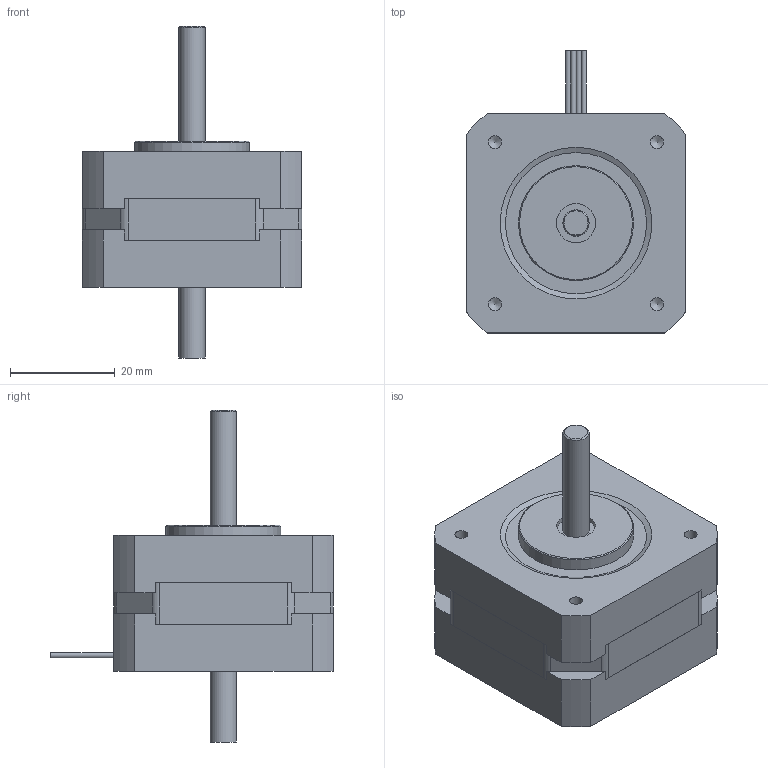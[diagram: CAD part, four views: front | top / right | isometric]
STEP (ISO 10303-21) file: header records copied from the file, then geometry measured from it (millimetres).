
FILE_DESCRIPTION((''),'2;1');
FILE_NAME('ST4118X1404-B.stp','2015-05-21T13:34:07',('schneid_a'),(''),'Autodesk Inventor 2010','Autodesk Inventor 2010','');
FILE_SCHEMA(('AUTOMOTIVE_DESIGN { 1 0 10303 214 1 1 1 1 }'));
Length unit declared in the file: millimetre
Products named in the file (1): ST4118X..._B
Bounding box: 42 x 54 x 63.5 mm (x, y, z)
Surface area: 9294.5 mm2 (no closed solid volume)
Topology: 0 solids, 11 shells, 162 faces, 566 edges, 385 vertices
Faces by surface type: plane 87, cone 36, cylinder 35, sphere 4
Full cylindrical faces by diameter (mm): 1 x3, 2.013 x2, 2.459 x4, 5 x2, 6 x4, 7.5 x1, 22 x1
Entity records: 5975 total; most frequent: CARTESIAN_POINT 1226, DIRECTION 994, ORIENTED_EDGE 832, EDGE_CURVE 524, AXIS2_PLACEMENT_3D 379, VERTEX_POINT 371, VECTOR 236, LINE 236
